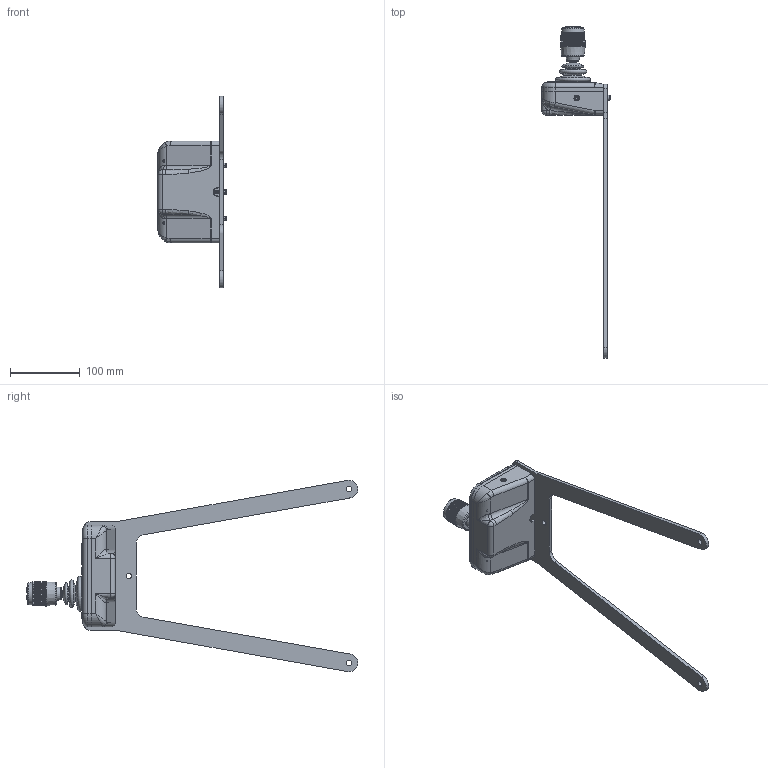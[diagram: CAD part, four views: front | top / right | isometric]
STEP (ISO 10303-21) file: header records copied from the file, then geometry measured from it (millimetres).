
FILE_DESCRIPTION(/* description */ ('','CAx-IF Rec.Pracs.---Representation and Presentation of Product Manufacturing Information (PMI)---4.0---2014-10-13'),/* implementation_level */ '2;1');
FILE_NAME(/* name */ 'omax_joystick_mount_asm.stp',/* time_stamp */ '2020-07-21T13:14:48-04:00',/* author */ ('ajlapp'),/* organization */ (''),/* preprocessor_version */ 'ST-DEVELOPER v18',/* originating_system */ 'Autodesk Inventor 2020',/* authorisation */ '');
FILE_SCHEMA (('AP242_MANAGED_MODEL_BASED_3D_ENGINEERING_MIM_LF { 1 0 10303 442 1 1 4 }','AUTOMOTIVE_DESIGN { 1 0 10303 214 1 1 1 1 }'));
Products named in the file (11): omax_joystick_mount_asm; 188_joystick_mount_base_plate; 10_mitir_hang_pull_in_plate; joystick_face_plate; joystick_HF-45-DropIn; joystick_plate_gusset; joystick_3dp_cover; joystick_clamp_plate_spacer; joystick_face_plate_3DP; Arcade Button_30mm; 91251A196_BLACK-OXIDE ALLOY STEEL SOCKET HEAD CAP SCREW
Assembly tree (19 placements, depth 2):
  omax_joystick_mount_asm
    188_joystick_mount_base_plate
    10_mitir_hang_pull_in_plate
    joystick_face_plate
    joystick_HF-45-DropIn
    joystick_plate_gusset  x2
    joystick_3dp_cover
    joystick_clamp_plate_spacer
    joystick_face_plate_3DP
    Arcade Button_30mm
    91251A196_BLACK-OXIDE ALLOY STEEL SOCKET HEAD CAP SCREW  x9
Bounding box: 97.83 x 476.01 x 274.64 mm (x, y, z)
Volume: 447178.6 mm3; surface area: 242561.2 mm2
Topology: 33 solids, 33 shells, 2105 faces, 5598 edges, 3637 vertices
Faces by surface type: plane 1000, cylinder 697, cone 219, bspline 130, torus 47, sphere 12
Full cylindrical faces by diameter (mm): 0.8 x2, 1.27 x1, 1.524 x2, 1.699 x14, 1.803 x2, 2.184 x4, 2.261 x2, 2.769 x4, 2.845 x12, 2.9 x2, 3.048 x8, 3.134 x171, 3.302 x6, 3.962 x6, 4.166 x171, 4.496 x11, 4.572 x4, 5.944 x4, 6.223 x1, 6.858 x13, 7.493 x4, 7.95 x2, 8 x3, 9.525 x1, 12.243 x1, 24.7 x1, 25 x1, 29.896 x1, 29.9 x1, 33.02 x1
Entity records: 60873 total; most frequent: CARTESIAN_POINT 21057, ORIENTED_EDGE 8328, DIRECTION 7892, EDGE_CURVE 4164, AXIS2_PLACEMENT_3D 2741, VERTEX_POINT 2714, LINE 2410, VECTOR 2410
